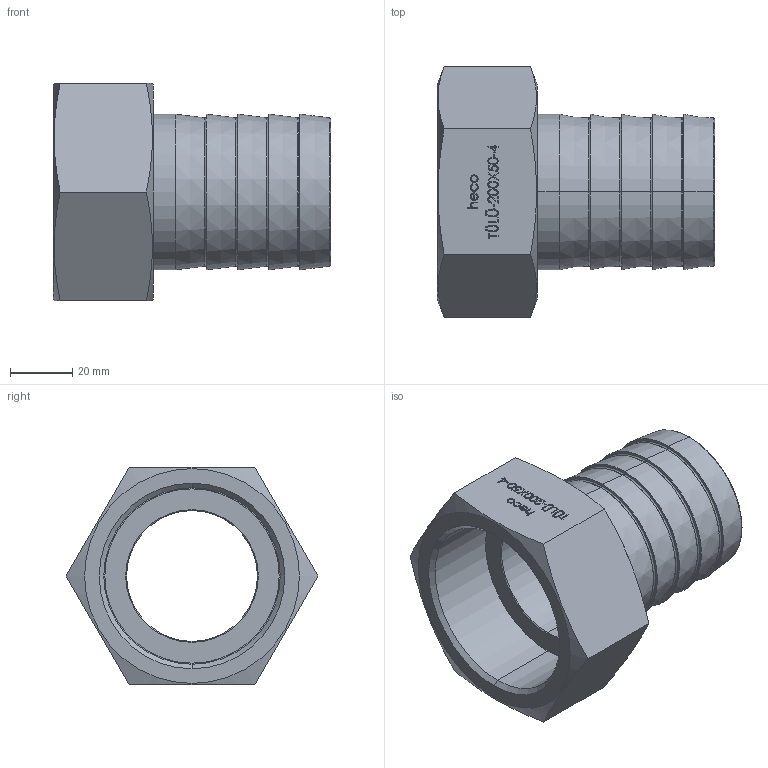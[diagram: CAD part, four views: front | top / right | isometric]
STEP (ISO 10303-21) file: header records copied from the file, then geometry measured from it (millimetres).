
FILE_DESCRIPTION (( 'STEP AP214' ), '1' );
FILE_NAME ('TÜLÜ-200X50-4 Schlauchtülle mit Ü-Mutter heco.STEP', '2018-07-02T14:17:18', ( '' ), ( '' ), 'SwSTEP 2.0', 'SolidWorks 2016', '' );
FILE_SCHEMA (( 'AUTOMOTIVE_DESIGN' ));
Length unit declared in the file: millimetre
Products named in the file (1): TÜLÜ-200X50-4 Schlauchtülle mit Ü-Mutter heco
Bounding box: 89 x 80.83 x 70 mm (x, y, z)
Volume: 91140 mm3; surface area: 38447.5 mm2
Topology: 2 solids, 2 shells, 287 faces, 718 edges, 464 vertices
Faces by surface type: plane 123, bspline 106, cone 28, torus 20, cylinder 10
Entity records: 16856 total; most frequent: CARTESIAN_POINT 8320, ORIENTED_EDGE 1436, DIRECTION 942, EDGE_CURVE 718, VERTEX_POINT 464, VECTOR 402, LINE 402, EDGE_LOOP 320
